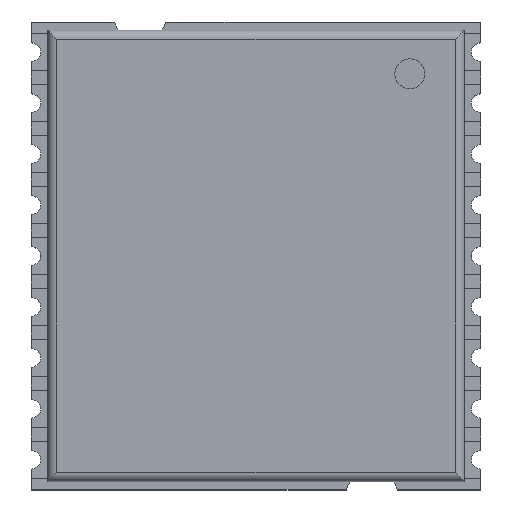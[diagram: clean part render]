
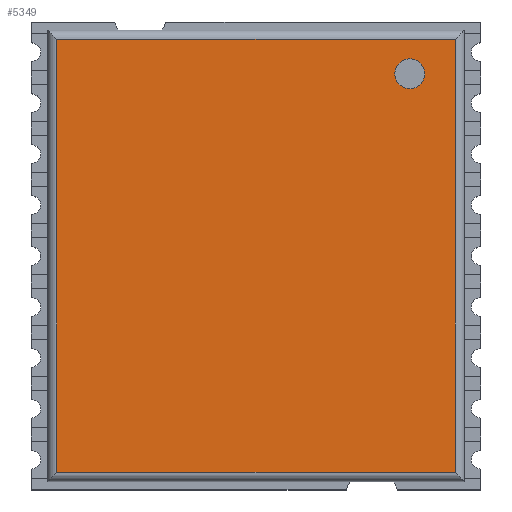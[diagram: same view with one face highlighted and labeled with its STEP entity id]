
A CAD part, top view. The second image highlights one B-rep face of the part: STEP entity #5349.
In plain terms, the highlighted planar face has unit normal (0, 0, 1).
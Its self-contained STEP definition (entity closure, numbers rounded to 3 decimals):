
#91=CIRCLE('',#5609,0.323);
#1050=ORIENTED_EDGE('',*,*,#1691,.T.);
#1051=ORIENTED_EDGE('',*,*,#1692,.T.);
#1052=ORIENTED_EDGE('',*,*,#1693,.T.);
#1053=ORIENTED_EDGE('',*,*,#1694,.T.);
#1054=ORIENTED_EDGE('',*,*,#1695,.T.);
#1691=EDGE_CURVE('',#2053,#2053,#91,.T.);
#1692=EDGE_CURVE('',#2054,#2055,#2533,.F.);
#1693=EDGE_CURVE('',#2055,#2056,#2534,.F.);
#1694=EDGE_CURVE('',#2056,#2057,#2535,.F.);
#1695=EDGE_CURVE('',#2057,#2054,#2536,.F.);
#2053=VERTEX_POINT('',#7677);
#2054=VERTEX_POINT('',#7679);
#2055=VERTEX_POINT('',#7680);
#2056=VERTEX_POINT('',#7682);
#2057=VERTEX_POINT('',#7684);
#2533=LINE('',#7678,#3029);
#2534=LINE('',#7681,#3030);
#2535=LINE('',#7683,#3031);
#2536=LINE('',#7685,#3032);
#3029=VECTOR('',#6562,1000.);
#3030=VECTOR('',#6563,1000.);
#3031=VECTOR('',#6564,1000.);
#3032=VECTOR('',#6565,1000.);
#3245=EDGE_LOOP('',(#1050));
#3246=EDGE_LOOP('',(#1051,#1052,#1053,#1054));
#3459=FACE_BOUND('',#3245,.T.);
#3460=FACE_BOUND('',#3246,.T.);
#3655=PLANE('',#5608);
#5349=ADVANCED_FACE('',(#3459,#3460),#3655,.T.);
#5608=AXIS2_PLACEMENT_3D('',#7675,#6558,#6559);
#5609=AXIS2_PLACEMENT_3D('',#7676,#6560,#6561);
#6558=DIRECTION('',(0.,0.,1.));
#6559=DIRECTION('',(1.,0.,0.));
#6560=DIRECTION('',(0.,0.,-1.));
#6561=DIRECTION('',(1.,0.,0.));
#6562=DIRECTION('',(1.,0.,0.));
#6563=DIRECTION('',(0.,1.,0.));
#6564=DIRECTION('',(-1.,0.,0.));
#6565=DIRECTION('',(0.,-1.,0.));
#7675=CARTESIAN_POINT('',(0.,0.,2.3));
#7676=CARTESIAN_POINT('',(3.318,3.93,2.3));
#7677=CARTESIAN_POINT('',(3.641,3.93,2.3));
#7678=CARTESIAN_POINT('',(-4.5,4.673,2.3));
#7679=CARTESIAN_POINT('',(4.3,4.673,2.3));
#7680=CARTESIAN_POINT('',(-4.3,4.673,2.3));
#7681=CARTESIAN_POINT('',(-4.3,-4.873,2.3));
#7682=CARTESIAN_POINT('',(-4.3,-4.673,2.3));
#7683=CARTESIAN_POINT('',(4.5,-4.673,2.3));
#7684=CARTESIAN_POINT('',(4.3,-4.673,2.3));
#7685=CARTESIAN_POINT('',(4.3,4.873,2.3));
